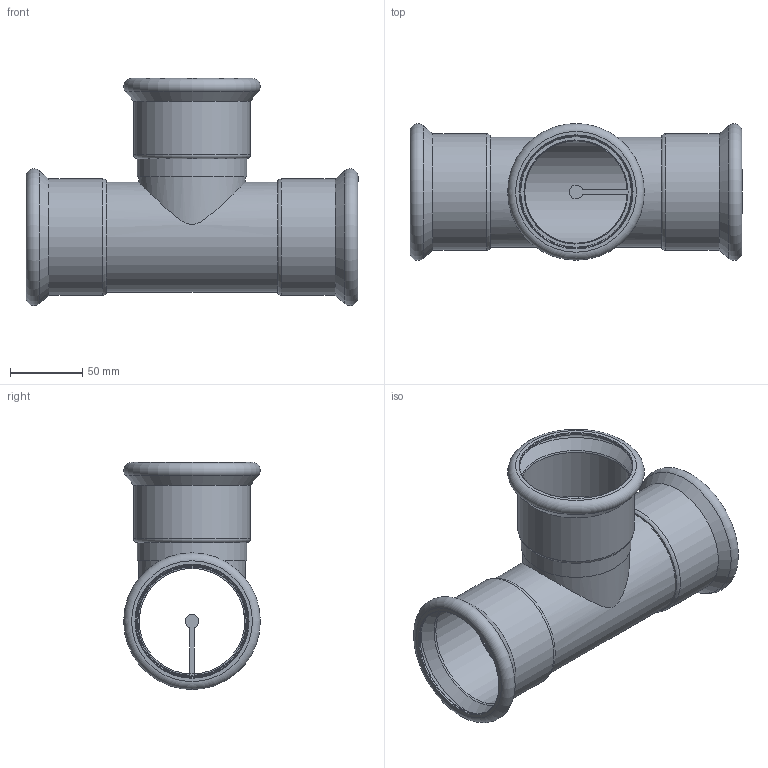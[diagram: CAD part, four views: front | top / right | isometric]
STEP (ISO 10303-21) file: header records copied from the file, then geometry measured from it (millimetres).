
FILE_DESCRIPTION(/* description */ (''),/* implementation_level */ '2;1');
FILE_NAME(/* name */ '31009.stp',/* time_stamp */ '2014-04-01T20:07:44+02:00',/* author */ ('bruh'),/* organization */ (''),/* preprocessor_version */ 'ST-DEVELOPER v15.2',/* originating_system */ 'Autodesk Inventor 2014',/* authorisation */ '');
FILE_SCHEMA (('AUTOMOTIVE_DESIGN { 1 0 10303 214 3 1 1 }'));
Length unit declared in the file: millimetre
Products named in the file (4): 401484; 900028; 90725; 31009
Bounding box: 230 x 94.7 x 157.35 mm (x, y, z)
Volume: 142996.2 mm3; surface area: 163011.4 mm2
Topology: 4 solids, 4 shells, 68 faces, 136 edges, 83 vertices
Faces by surface type: plane 24, cylinder 20, cone 12, torus 12
Full cylindrical faces by diameter (mm): 71 x1, 72.1 x1, 73.1 x1, 74 x1, 75.1 x2, 76.1 x2, 76.7 x3, 78.2 x3, 80.7 x3
Entity records: 1363 total; most frequent: CARTESIAN_POINT 344, DIRECTION 218, ORIENTED_EDGE 126, AXIS2_PLACEMENT_3D 101, EDGE_LOOP 90, EDGE_CURVE 63, VERTEX_POINT 55, ADVANCED_FACE 48
